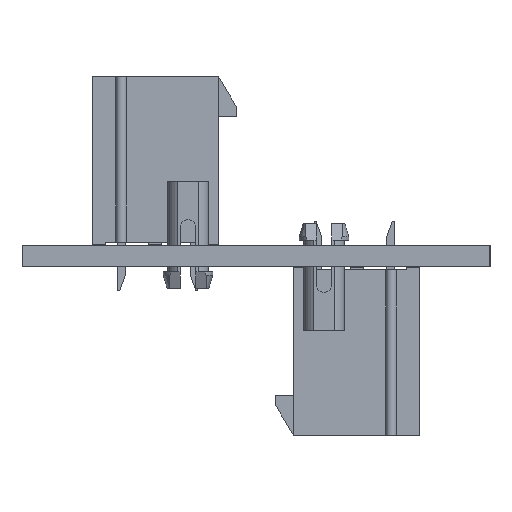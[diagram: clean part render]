
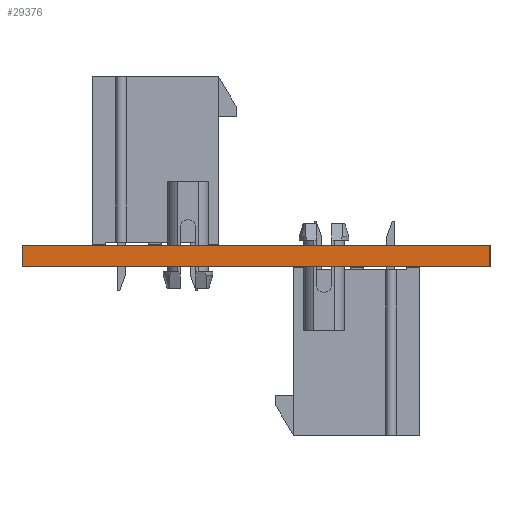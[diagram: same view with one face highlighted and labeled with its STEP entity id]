
A CAD part, left-side view. The second image highlights one B-rep face of the part: STEP entity #29376.
In plain terms, the highlighted planar face has unit normal (-1, 0, 0).
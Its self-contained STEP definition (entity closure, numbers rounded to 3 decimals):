
#29260 = EDGE_CURVE('',#29261,#29263,#29265,.T.);
#29261 = VERTEX_POINT('',#29262);
#29262 = CARTESIAN_POINT('',(99.06,-55.88,0.));
#29263 = VERTEX_POINT('',#29264);
#29264 = CARTESIAN_POINT('',(99.06,-55.88,1.6));
#29265 = SURFACE_CURVE('',#29266,(#29270,#29282),.PCURVE_S1.);
#29266 = LINE('',#29267,#29268);
#29267 = CARTESIAN_POINT('',(99.06,-55.88,0.));
#29268 = VECTOR('',#29269,1.);
#29269 = DIRECTION('',(0.,0.,1.));
#29270 = PCURVE('',#29271,#29276);
#29271 = PLANE('',#29272);
#29272 = AXIS2_PLACEMENT_3D('',#29273,#29274,#29275);
#29273 = CARTESIAN_POINT('',(99.06,-55.88,0.));
#29274 = DIRECTION('',(0.,1.,0.));
#29275 = DIRECTION('',(1.,0.,0.));
#29276 = DEFINITIONAL_REPRESENTATION('',(#29277),#29281);
#29277 = LINE('',#29278,#29279);
#29278 = CARTESIAN_POINT('',(0.,0.));
#29279 = VECTOR('',#29280,1.);
#29280 = DIRECTION('',(0.,-1.));
#29281 = ( GEOMETRIC_REPRESENTATION_CONTEXT(2) 
PARAMETRIC_REPRESENTATION_CONTEXT() REPRESENTATION_CONTEXT('2D SPACE',''
  ) );
#29282 = PCURVE('',#29283,#29288);
#29283 = PLANE('',#29284);
#29284 = AXIS2_PLACEMENT_3D('',#29285,#29286,#29287);
#29285 = CARTESIAN_POINT('',(99.06,-91.44,0.));
#29286 = DIRECTION('',(-1.,0.,0.));
#29287 = DIRECTION('',(0.,1.,0.));
#29288 = DEFINITIONAL_REPRESENTATION('',(#29289),#29293);
#29289 = LINE('',#29290,#29291);
#29290 = CARTESIAN_POINT('',(35.56,0.));
#29291 = VECTOR('',#29292,1.);
#29292 = DIRECTION('',(0.,-1.));
#29293 = ( GEOMETRIC_REPRESENTATION_CONTEXT(2) 
PARAMETRIC_REPRESENTATION_CONTEXT() REPRESENTATION_CONTEXT('2D SPACE',''
  ) );
#29311 = PLANE('',#29312);
#29312 = AXIS2_PLACEMENT_3D('',#29313,#29314,#29315);
#29313 = CARTESIAN_POINT('',(130.81,-73.66,1.6));
#29314 = DIRECTION('',(0.,0.,-1.));
#29315 = DIRECTION('',(-1.,0.,0.));
#29365 = PLANE('',#29366);
#29366 = AXIS2_PLACEMENT_3D('',#29367,#29368,#29369);
#29367 = CARTESIAN_POINT('',(130.81,-73.66,0.));
#29368 = DIRECTION('',(0.,0.,-1.));
#29369 = DIRECTION('',(-1.,0.,0.));
#29376 = ADVANCED_FACE('',(#29377),#29283,.T.);
#29377 = FACE_BOUND('',#29378,.T.);
#29378 = EDGE_LOOP('',(#29379,#29409,#29430,#29431));
#29379 = ORIENTED_EDGE('',*,*,#29380,.T.);
#29380 = EDGE_CURVE('',#29381,#29383,#29385,.T.);
#29381 = VERTEX_POINT('',#29382);
#29382 = CARTESIAN_POINT('',(99.06,-91.44,0.));
#29383 = VERTEX_POINT('',#29384);
#29384 = CARTESIAN_POINT('',(99.06,-91.44,1.6));
#29385 = SURFACE_CURVE('',#29386,(#29390,#29397),.PCURVE_S1.);
#29386 = LINE('',#29387,#29388);
#29387 = CARTESIAN_POINT('',(99.06,-91.44,0.));
#29388 = VECTOR('',#29389,1.);
#29389 = DIRECTION('',(0.,0.,1.));
#29390 = PCURVE('',#29283,#29391);
#29391 = DEFINITIONAL_REPRESENTATION('',(#29392),#29396);
#29392 = LINE('',#29393,#29394);
#29393 = CARTESIAN_POINT('',(0.,0.));
#29394 = VECTOR('',#29395,1.);
#29395 = DIRECTION('',(0.,-1.));
#29396 = ( GEOMETRIC_REPRESENTATION_CONTEXT(2) 
PARAMETRIC_REPRESENTATION_CONTEXT() REPRESENTATION_CONTEXT('2D SPACE',''
  ) );
#29397 = PCURVE('',#29398,#29403);
#29398 = PLANE('',#29399);
#29399 = AXIS2_PLACEMENT_3D('',#29400,#29401,#29402);
#29400 = CARTESIAN_POINT('',(162.56,-91.44,0.));
#29401 = DIRECTION('',(0.,-1.,0.));
#29402 = DIRECTION('',(-1.,0.,0.));
#29403 = DEFINITIONAL_REPRESENTATION('',(#29404),#29408);
#29404 = LINE('',#29405,#29406);
#29405 = CARTESIAN_POINT('',(63.5,0.));
#29406 = VECTOR('',#29407,1.);
#29407 = DIRECTION('',(0.,-1.));
#29408 = ( GEOMETRIC_REPRESENTATION_CONTEXT(2) 
PARAMETRIC_REPRESENTATION_CONTEXT() REPRESENTATION_CONTEXT('2D SPACE',''
  ) );
#29409 = ORIENTED_EDGE('',*,*,#29410,.T.);
#29410 = EDGE_CURVE('',#29383,#29263,#29411,.T.);
#29411 = SURFACE_CURVE('',#29412,(#29416,#29423),.PCURVE_S1.);
#29412 = LINE('',#29413,#29414);
#29413 = CARTESIAN_POINT('',(99.06,-91.44,1.6));
#29414 = VECTOR('',#29415,1.);
#29415 = DIRECTION('',(0.,1.,0.));
#29416 = PCURVE('',#29283,#29417);
#29417 = DEFINITIONAL_REPRESENTATION('',(#29418),#29422);
#29418 = LINE('',#29419,#29420);
#29419 = CARTESIAN_POINT('',(0.,-1.6));
#29420 = VECTOR('',#29421,1.);
#29421 = DIRECTION('',(1.,0.));
#29422 = ( GEOMETRIC_REPRESENTATION_CONTEXT(2) 
PARAMETRIC_REPRESENTATION_CONTEXT() REPRESENTATION_CONTEXT('2D SPACE',''
  ) );
#29423 = PCURVE('',#29311,#29424);
#29424 = DEFINITIONAL_REPRESENTATION('',(#29425),#29429);
#29425 = LINE('',#29426,#29427);
#29426 = CARTESIAN_POINT('',(31.75,-17.78));
#29427 = VECTOR('',#29428,1.);
#29428 = DIRECTION('',(0.,1.));
#29429 = ( GEOMETRIC_REPRESENTATION_CONTEXT(2) 
PARAMETRIC_REPRESENTATION_CONTEXT() REPRESENTATION_CONTEXT('2D SPACE',''
  ) );
#29430 = ORIENTED_EDGE('',*,*,#29260,.F.);
#29431 = ORIENTED_EDGE('',*,*,#29432,.F.);
#29432 = EDGE_CURVE('',#29381,#29261,#29433,.T.);
#29433 = SURFACE_CURVE('',#29434,(#29438,#29445),.PCURVE_S1.);
#29434 = LINE('',#29435,#29436);
#29435 = CARTESIAN_POINT('',(99.06,-91.44,0.));
#29436 = VECTOR('',#29437,1.);
#29437 = DIRECTION('',(0.,1.,0.));
#29438 = PCURVE('',#29283,#29439);
#29439 = DEFINITIONAL_REPRESENTATION('',(#29440),#29444);
#29440 = LINE('',#29441,#29442);
#29441 = CARTESIAN_POINT('',(0.,0.));
#29442 = VECTOR('',#29443,1.);
#29443 = DIRECTION('',(1.,0.));
#29444 = ( GEOMETRIC_REPRESENTATION_CONTEXT(2) 
PARAMETRIC_REPRESENTATION_CONTEXT() REPRESENTATION_CONTEXT('2D SPACE',''
  ) );
#29445 = PCURVE('',#29365,#29446);
#29446 = DEFINITIONAL_REPRESENTATION('',(#29447),#29451);
#29447 = LINE('',#29448,#29449);
#29448 = CARTESIAN_POINT('',(31.75,-17.78));
#29449 = VECTOR('',#29450,1.);
#29450 = DIRECTION('',(0.,1.));
#29451 = ( GEOMETRIC_REPRESENTATION_CONTEXT(2) 
PARAMETRIC_REPRESENTATION_CONTEXT() REPRESENTATION_CONTEXT('2D SPACE',''
  ) );
